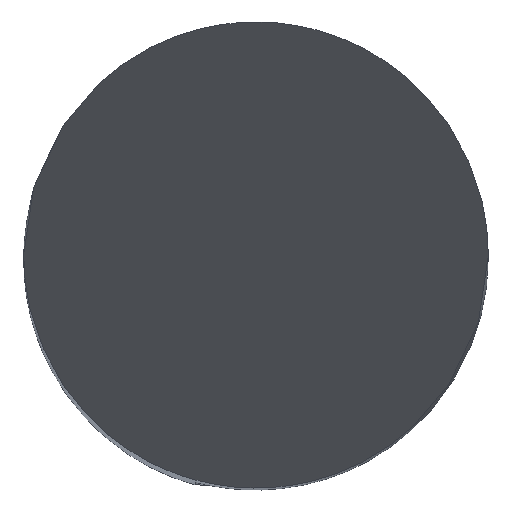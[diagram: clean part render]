
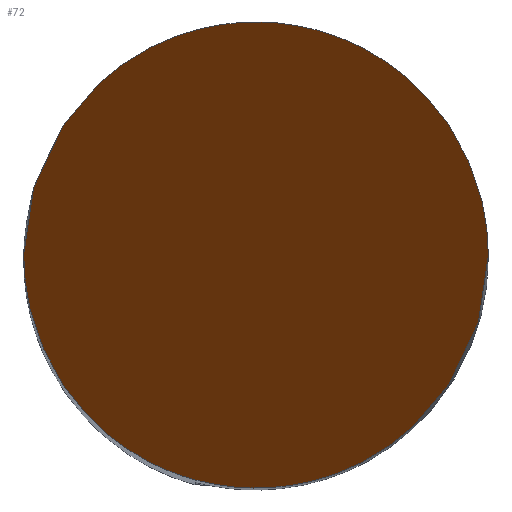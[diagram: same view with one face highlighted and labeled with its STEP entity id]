
A CAD part, top view. The second image highlights one B-rep face of the part: STEP entity #72.
In plain terms, the highlighted planar face has unit normal (0, -0.866, 0.5).
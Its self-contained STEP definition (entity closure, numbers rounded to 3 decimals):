
#72=ADVANCED_FACE('',(#106),#89,.F.);
#89=PLANE('',#483);
#106=FACE_OUTER_BOUND('',#129,.T.);
#129=EDGE_LOOP('',(#205,#206));
#205=ORIENTED_EDGE('',*,*,#340,.F.);
#206=ORIENTED_EDGE('',*,*,#341,.F.);
#294=VERTEX_POINT('',#1019);
#295=VERTEX_POINT('',#1020);
#340=EDGE_CURVE('',#294,#295,#423,.T.);
#341=EDGE_CURVE('',#295,#294,#424,.T.);
#423=(
BOUNDED_CURVE()
B_SPLINE_CURVE(3,(#1015,#1016,#1017,#1018),.UNSPECIFIED.,.F.,.F.)
B_SPLINE_CURVE_WITH_KNOTS((4,4),(0.,1.),.UNSPECIFIED.)
CURVE()
GEOMETRIC_REPRESENTATION_ITEM()
RATIONAL_B_SPLINE_CURVE((1.,0.333,0.333,1.))
REPRESENTATION_ITEM('')
);
#424=(
BOUNDED_CURVE()
B_SPLINE_CURVE(3,(#1021,#1022,#1023,#1024),.UNSPECIFIED.,.F.,.F.)
B_SPLINE_CURVE_WITH_KNOTS((4,4),(0.,1.),.UNSPECIFIED.)
CURVE()
GEOMETRIC_REPRESENTATION_ITEM()
RATIONAL_B_SPLINE_CURVE((1.,0.333,0.333,1.))
REPRESENTATION_ITEM('')
);
#483=AXIS2_PLACEMENT_3D('',#1025,#544,#545);
#544=DIRECTION('',(0.,0.866,-0.5));
#545=DIRECTION('',(0.,-0.5,-0.866));
#1015=CARTESIAN_POINT('',(-2.,0.,0.));
#1016=CARTESIAN_POINT('',(-2.,4.,6.928));
#1017=CARTESIAN_POINT('',(2.,4.,6.928));
#1018=CARTESIAN_POINT('',(2.,0.,0.));
#1019=CARTESIAN_POINT('',(-2.,0.,0.));
#1020=CARTESIAN_POINT('',(2.,0.,0.));
#1021=CARTESIAN_POINT('',(2.,0.,0.));
#1022=CARTESIAN_POINT('',(2.,-4.,-6.928));
#1023=CARTESIAN_POINT('',(-2.,-4.,-6.928));
#1024=CARTESIAN_POINT('',(-2.,0.,0.));
#1025=CARTESIAN_POINT('',(2.,-2.,-3.464));
